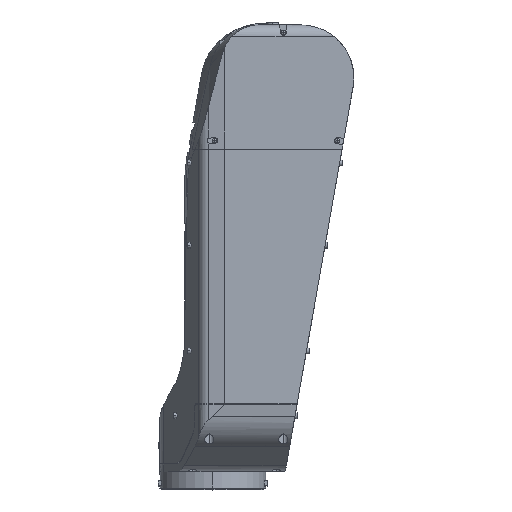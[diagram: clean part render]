
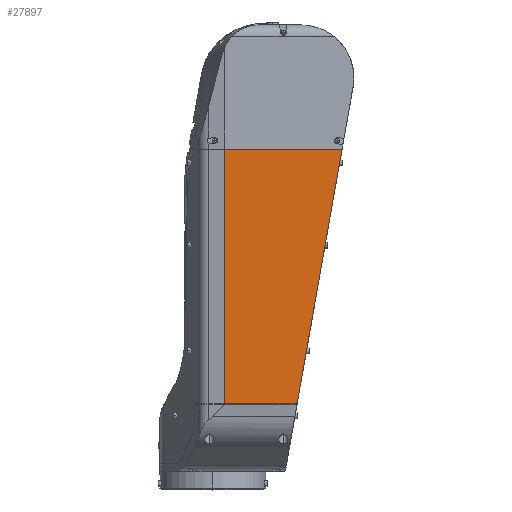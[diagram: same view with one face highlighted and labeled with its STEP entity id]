
A CAD part, top view. The second image highlights one B-rep face of the part: STEP entity #27897.
In plain terms, the highlighted planar face has unit normal (0, 0, 1).
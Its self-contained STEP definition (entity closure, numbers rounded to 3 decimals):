
#7090=DIRECTION('',(1.,0.,0.));
#7091=VECTOR('',#7090,199.754);
#7092=CARTESIAN_POINT('',(20.034,575.5,338.261));
#7093=LINE('',#7092,#7091);
#7097=DIRECTION('',(0.174,0.985,0.));
#7098=VECTOR('',#7097,439.172);
#7099=CARTESIAN_POINT('',(143.524,143.,338.261));
#7100=LINE('',#7099,#7098);
#7104=DIRECTION('',(1.,0.,0.));
#7105=VECTOR('',#7104,123.491);
#7106=CARTESIAN_POINT('',(20.034,143.,338.261));
#7107=LINE('',#7106,#7105);
#7111=DIRECTION('',(0.,1.,0.));
#7112=VECTOR('',#7111,432.5);
#7113=CARTESIAN_POINT('',(20.034,143.,338.261));
#7114=LINE('',#7113,#7112);
#20796=CARTESIAN_POINT('',(20.034,143.,338.261));
#20797=CARTESIAN_POINT('',(143.524,143.,338.261));
#20798=VERTEX_POINT('',#20796);
#20799=VERTEX_POINT('',#20797);
#20897=CARTESIAN_POINT('',(20.034,575.5,338.261));
#20898=CARTESIAN_POINT('',(219.788,575.5,338.261));
#20899=VERTEX_POINT('',#20897);
#20900=VERTEX_POINT('',#20898);
#27884=CARTESIAN_POINT('',(-90.,-3.,338.261));
#27885=DIRECTION('',(0.,0.,1.));
#27886=DIRECTION('',(1.,0.,0.));
#27887=AXIS2_PLACEMENT_3D('',#27884,#27885,#27886);
#27888=PLANE('',#27887);
#27890=ORIENTED_EDGE('',*,*,#27889,.T.);
#27891=ORIENTED_EDGE('',*,*,#24500,.F.);
#27893=ORIENTED_EDGE('',*,*,#27892,.F.);
#27894=ORIENTED_EDGE('',*,*,#24709,.T.);
#27895=EDGE_LOOP('',(#27890,#27891,#27893,#27894));
#27896=FACE_OUTER_BOUND('',#27895,.F.);
#24500=EDGE_CURVE('',#20799,#20900,#7100,.T.);
#24709=EDGE_CURVE('',#20798,#20899,#7114,.T.);
#27889=EDGE_CURVE('',#20899,#20900,#7093,.T.);
#27892=EDGE_CURVE('',#20798,#20799,#7107,.T.);
#27897=ADVANCED_FACE('',(#27896),#27888,.T.);
